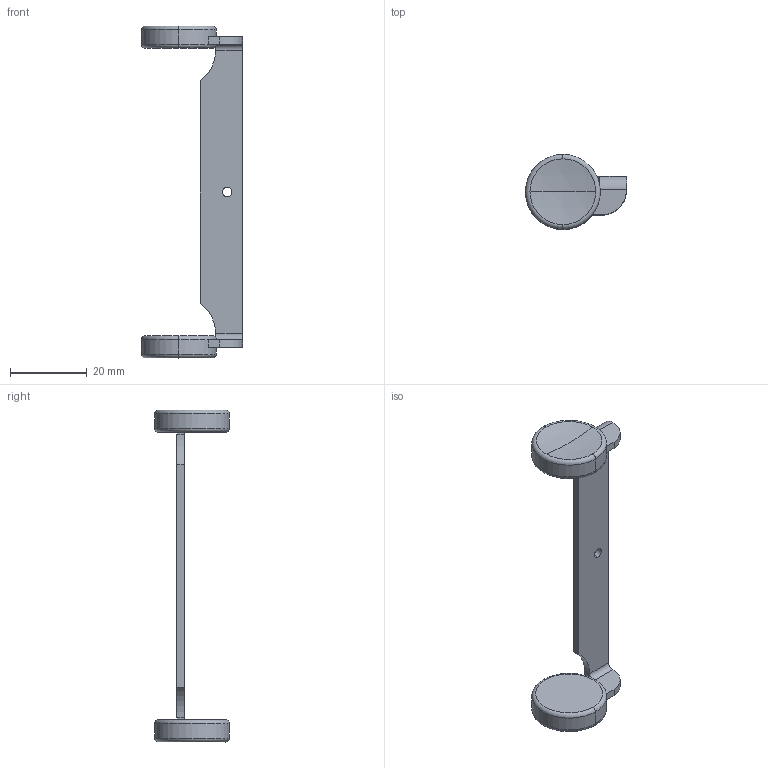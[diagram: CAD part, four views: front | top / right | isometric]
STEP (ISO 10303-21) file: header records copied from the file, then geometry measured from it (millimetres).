
FILE_DESCRIPTION (( 'STEP AP214' ), '1' );
FILE_NAME ('Secondary Carriage Movement Knob.STEP', '2025-07-06T08:35:35', ( '' ), ( '' ), 'SwSTEP 2.0', 'SolidWorks 2025', '' );
FILE_SCHEMA (( 'AUTOMOTIVE_DESIGN' ));
Length unit declared in the file: millimetre
Products named in the file (1): Secondary Carriage Movement Knob
Bounding box: 26.35 x 19.5 x 86.57 mm (x, y, z)
Volume: 5015.4 mm3; surface area: 3957.6 mm2
Topology: 1 solids, 1 shells, 42 faces, 100 edges, 60 vertices
Faces by surface type: plane 16, cylinder 14, torus 8, sphere 4
Entity records: 1480 total; most frequent: CARTESIAN_POINT 239, DIRECTION 237, ORIENTED_EDGE 200, AXIS2_PLACEMENT_3D 101, EDGE_CURVE 100, VERTEX_POINT 60, CIRCLE 58, EDGE_LOOP 44
